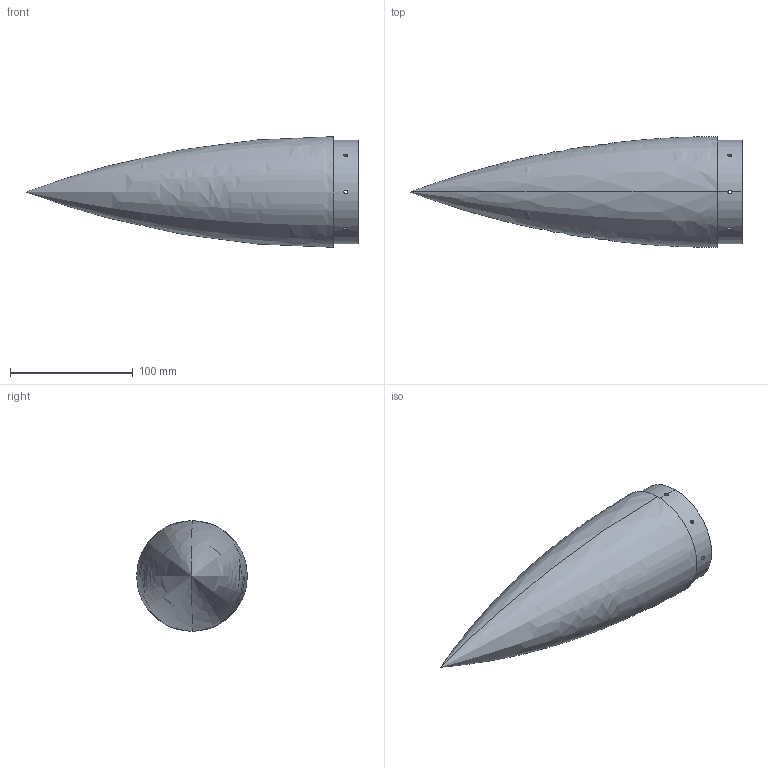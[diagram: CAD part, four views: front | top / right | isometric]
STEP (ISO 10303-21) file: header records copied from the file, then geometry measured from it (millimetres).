
FILE_DESCRIPTION (( 'STEP AP214' ), '1' );
FILE_NAME ('ogive 2 .STEP', '2017-01-03T22:05:59', ( '' ), ( '' ), 'SwSTEP 2.0', 'SolidWorks 2016', '' );
FILE_SCHEMA (( 'AUTOMOTIVE_DESIGN' ));
Length unit declared in the file: millimetre
Products named in the file (1): ogive 2 
Bounding box: 270 x 90 x 90 mm (x, y, z)
Volume: 230201.4 mm3; surface area: 99807 mm2
Topology: 1 solids, 1 shells, 26 faces, 82 edges, 52 vertices
Faces by surface type: cylinder 20, bspline 4, plane 2
Entity records: 2614 total; most frequent: CARTESIAN_POINT 1937, ORIENTED_EDGE 156, DIRECTION 90, EDGE_CURVE 78, VERTEX_POINT 52, B_SPLINE_CURVE_WITH_KNOTS 44, EDGE_LOOP 40, AXIS2_PLACEMENT_3D 33
